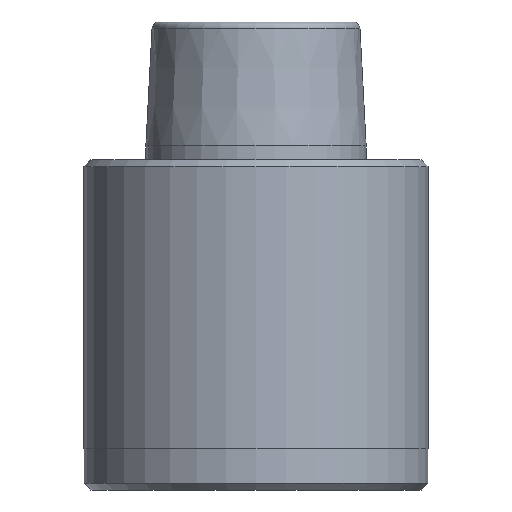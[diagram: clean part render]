
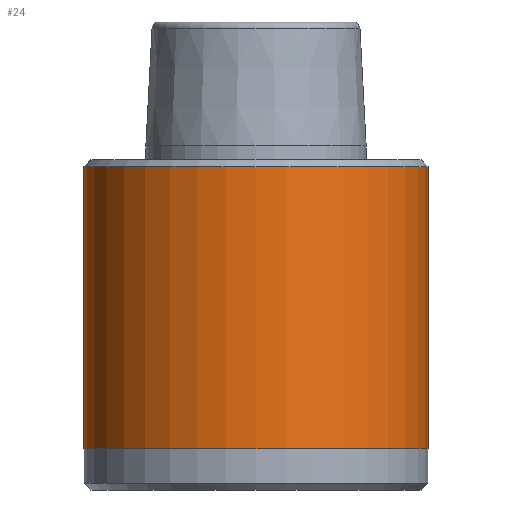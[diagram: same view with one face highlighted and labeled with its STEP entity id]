
A CAD part, front view. The second image highlights one B-rep face of the part: STEP entity #24.
In plain terms, the highlighted cylindrical face has radius 12.5 mm (diameter 25 mm), a partial arc.
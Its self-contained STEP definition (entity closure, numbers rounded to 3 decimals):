
#1 = CIRCLE ( 'NONE', #1328, 12.5 ) ;
#24 = ADVANCED_FACE ( 'NONE', ( #816 ), #1072, .T. ) ;
#33 = ORIENTED_EDGE ( 'NONE', *, *, #556, .T. ) ;
#73 = DIRECTION ( 'NONE',  ( 0., 0., 1. ) ) ;
#154 = CARTESIAN_POINT ( 'NONE',  ( -12.5, 0., -25. ) ) ;
#248 = CARTESIAN_POINT ( 'NONE',  ( 0., 0., -22. ) ) ;
#281 = AXIS2_PLACEMENT_3D ( 'NONE', #1360, #73, #826 ) ;
#313 = EDGE_CURVE ( 'NONE', #952, #1392, #396, .T. ) ;
#357 = DIRECTION ( 'NONE',  ( 1., 0., 0. ) ) ;
#379 = EDGE_CURVE ( 'NONE', #1318, #1011, #894, .T. ) ;
#391 = EDGE_LOOP ( 'NONE', ( #1187, #33, #1137, #862 ) ) ;
#396 = LINE ( 'NONE', #681, #1289 ) ;
#431 = CARTESIAN_POINT ( 'NONE',  ( 0., 0., -1.5 ) ) ;
#448 = AXIS2_PLACEMENT_3D ( 'NONE', #248, #996, #357 ) ;
#479 = EDGE_CURVE ( 'NONE', #1392, #1011, #1, .T. ) ;
#519 = CARTESIAN_POINT ( 'NONE',  ( -12.5, 0., -1.5 ) ) ;
#544 = DIRECTION ( 'NONE',  ( -1., 0., 0. ) ) ;
#556 = EDGE_CURVE ( 'NONE', #1318, #952, #1010, .T. ) ;
#582 = DIRECTION ( 'NONE',  ( 0., 0., 1. ) ) ;
#607 = VECTOR ( 'NONE', #582, 1000. ) ;
#641 = CARTESIAN_POINT ( 'NONE',  ( 12.5, 0., -1.5 ) ) ;
#681 = CARTESIAN_POINT ( 'NONE',  ( 12.5, 0., -25. ) ) ;
#709 = CARTESIAN_POINT ( 'NONE',  ( 12.5, 0., -22. ) ) ;
#816 = FACE_OUTER_BOUND ( 'NONE', #391, .T. ) ;
#826 = DIRECTION ( 'NONE',  ( 1., 0., 0. ) ) ;
#846 = CARTESIAN_POINT ( 'NONE',  ( -12.5, 0., -22. ) ) ;
#862 = ORIENTED_EDGE ( 'NONE', *, *, #479, .T. ) ;
#894 = LINE ( 'NONE', #154, #607 ) ;
#896 = DIRECTION ( 'NONE',  ( 0., 0., 1. ) ) ;
#952 = VERTEX_POINT ( 'NONE', #709 ) ;
#996 = DIRECTION ( 'NONE',  ( 0., 0., 1. ) ) ;
#1010 = CIRCLE ( 'NONE', #448, 12.5 ) ;
#1011 = VERTEX_POINT ( 'NONE', #519 ) ;
#1072 = CYLINDRICAL_SURFACE ( 'NONE', #281, 12.5 ) ;
#1137 = ORIENTED_EDGE ( 'NONE', *, *, #313, .T. ) ;
#1179 = DIRECTION ( 'NONE',  ( 0., 0., -1. ) ) ;
#1187 = ORIENTED_EDGE ( 'NONE', *, *, #379, .F. ) ;
#1289 = VECTOR ( 'NONE', #896, 1000. ) ;
#1318 = VERTEX_POINT ( 'NONE', #846 ) ;
#1328 = AXIS2_PLACEMENT_3D ( 'NONE', #431, #1179, #544 ) ;
#1360 = CARTESIAN_POINT ( 'NONE',  ( 0., 0., -25. ) ) ;
#1392 = VERTEX_POINT ( 'NONE', #641 ) ;
